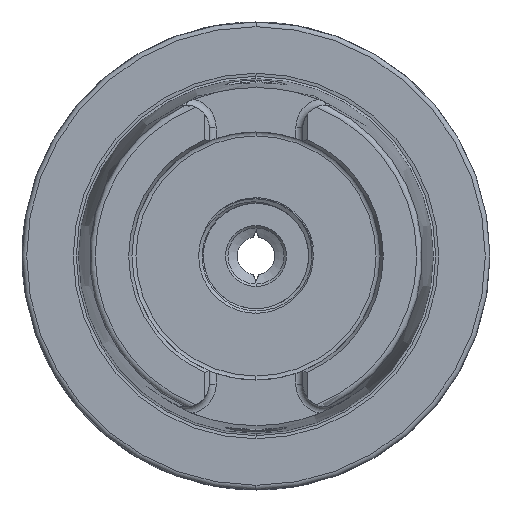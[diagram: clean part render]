
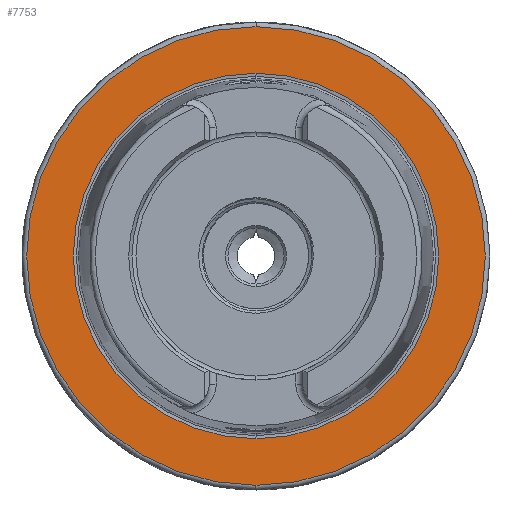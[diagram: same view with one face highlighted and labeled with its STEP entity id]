
A CAD part, left-side view. The second image highlights one B-rep face of the part: STEP entity #7753.
In plain terms, the highlighted planar face has unit normal (-1, 0, 0).
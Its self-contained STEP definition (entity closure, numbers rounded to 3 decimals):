
#814 = VERTEX_POINT ( 'NONE', #24569 ) ;
#1324 = VERTEX_POINT ( 'NONE', #24716 ) ;
#1359 = VERTEX_POINT ( 'NONE', #24705 ) ;
#1372 = VERTEX_POINT ( 'NONE', #24720 ) ;
#6985 = DIRECTION ( 'NONE',  ( -1., 0., 0. ) ) ;
#7682 = EDGE_CURVE ( 'NONE', #1324, #814, #27287, .T. ) ;
#7706 = EDGE_CURVE ( 'NONE', #1359, #1372, #27266, .T. ) ;
#7753 = ADVANCED_FACE ( 'NONE', ( #27359, #27318 ), #30662, .T. ) ;
#8122 = CARTESIAN_POINT ( 'NONE',  ( 0., 0., 0. ) ) ;
#8306 = DIRECTION ( 'NONE',  ( 0., 0., -1. ) ) ;
#8309 = CARTESIAN_POINT ( 'NONE',  ( 0., 0., 0. ) ) ;
#8310 = DIRECTION ( 'NONE',  ( 1., 0., 0. ) ) ;
#8793 = AXIS2_PLACEMENT_3D ( 'NONE', #30673, #30571, #30623 ) ;
#8881 = AXIS2_PLACEMENT_3D ( 'NONE', #21546, #21576, #21554 ) ;
#8904 = AXIS2_PLACEMENT_3D ( 'NONE', #11216, #11188, #11251 ) ;
#11188 = DIRECTION ( 'NONE',  ( 1., 0., 0. ) ) ;
#11216 = CARTESIAN_POINT ( 'NONE',  ( 0., 0., 0. ) ) ;
#11251 = DIRECTION ( 'NONE',  ( 0., 0., -1. ) ) ;
#17163 = CIRCLE ( 'NONE', #8881, 49. ) ;
#17174 = CIRCLE ( 'NONE', #8904, 39.054 ) ;
#17804 = AXIS2_PLACEMENT_3D ( 'NONE', #8122, #6985, #30252 ) ;
#18107 = EDGE_CURVE ( 'NONE', #1372, #1359, #17163, .T. ) ;
#18127 = EDGE_CURVE ( 'NONE', #814, #1324, #17174, .T. ) ;
#18243 = AXIS2_PLACEMENT_3D ( 'NONE', #8309, #8310, #8306 ) ;
#21546 = CARTESIAN_POINT ( 'NONE',  ( 0., 0., 0. ) ) ;
#21554 = DIRECTION ( 'NONE',  ( 0., 0., 1. ) ) ;
#21576 = DIRECTION ( 'NONE',  ( -1., 0., 0. ) ) ;
#24408 = ORIENTED_EDGE ( 'NONE', *, *, #18127, .T. ) ;
#24440 = ORIENTED_EDGE ( 'NONE', *, *, #18107, .T. ) ;
#24452 = ORIENTED_EDGE ( 'NONE', *, *, #7682, .T. ) ;
#24455 = ORIENTED_EDGE ( 'NONE', *, *, #7706, .T. ) ;
#24569 = CARTESIAN_POINT ( 'NONE',  ( 0., 0., 39.054 ) ) ;
#24705 = CARTESIAN_POINT ( 'NONE',  ( 0., 0., -49. ) ) ;
#24716 = CARTESIAN_POINT ( 'NONE',  ( 0., 0., -39.054 ) ) ;
#24720 = CARTESIAN_POINT ( 'NONE',  ( 0., 0., 49. ) ) ;
#27266 = CIRCLE ( 'NONE', #17804, 49. ) ;
#27287 = CIRCLE ( 'NONE', #18243, 39.054 ) ;
#27318 = FACE_BOUND ( 'NONE', #27580, .T. ) ;
#27359 = FACE_OUTER_BOUND ( 'NONE', #27568, .T. ) ;
#27568 = EDGE_LOOP ( 'NONE', ( #24440, #24455 ) ) ;
#27580 = EDGE_LOOP ( 'NONE', ( #24408, #24452 ) ) ;
#30252 = DIRECTION ( 'NONE',  ( 0., 0., 1. ) ) ;
#30571 = DIRECTION ( 'NONE',  ( -1., 0., 0. ) ) ;
#30623 = DIRECTION ( 'NONE',  ( 0., 0., 1. ) ) ;
#30662 = PLANE ( 'NONE',  #8793 ) ;
#30673 = CARTESIAN_POINT ( 'NONE',  ( 0., 39.054, 0. ) ) ;
